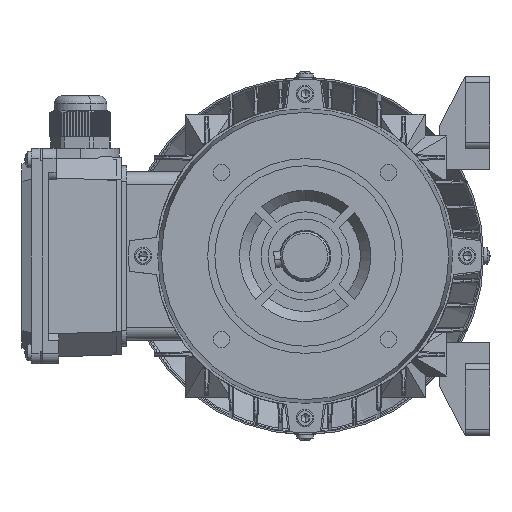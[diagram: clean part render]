
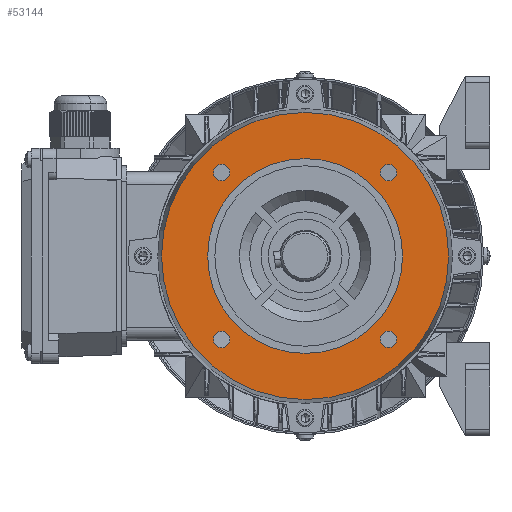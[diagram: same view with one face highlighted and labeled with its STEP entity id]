
A CAD part, left-side view. The second image highlights one B-rep face of the part: STEP entity #53144.
In plain terms, the highlighted planar face has unit normal (-1, 0, 0).
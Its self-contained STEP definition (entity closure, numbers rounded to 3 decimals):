
#3263 = CARTESIAN_POINT ( 'NONE',  ( 3., -40.659, 36.659 ) ) ;
#3369 = CARTESIAN_POINT ( 'NONE',  ( 3., -40.659, -36.659 ) ) ;
#3371 = CARTESIAN_POINT ( 'NONE',  ( 3., -40.659, -44.659 ) ) ;
#3372 = DIRECTION ( 'NONE',  ( 0., 0., 1. ) ) ;
#3373 = DIRECTION ( 'NONE',  ( -1., 0., 0. ) ) ;
#3374 = CARTESIAN_POINT ( 'NONE',  ( 3., -40.659, -40.659 ) ) ;
#3375 = AXIS2_PLACEMENT_3D ( 'NONE', #3374, #3373, #3372 ) ;
#3376 = CIRCLE ( 'NONE', #3375, 4. ) ;
#3377 = CARTESIAN_POINT ( 'NONE',  ( 3., 40.659, 36.659 ) ) ;
#3378 = DIRECTION ( 'NONE',  ( 0., 0., 1. ) ) ;
#3379 = DIRECTION ( 'NONE',  ( -1., 0., 0. ) ) ;
#3380 = CARTESIAN_POINT ( 'NONE',  ( 3., 40.659, 40.659 ) ) ;
#3381 = AXIS2_PLACEMENT_3D ( 'NONE', #3380, #3379, #3378 ) ;
#3386 = CIRCLE ( 'NONE', #3381, 4. ) ;
#3400 = CARTESIAN_POINT ( 'NONE',  ( 3., -40.659, 44.659 ) ) ;
#3402 = DIRECTION ( 'NONE',  ( 0., 0., 1. ) ) ;
#3403 = DIRECTION ( 'NONE',  ( -1., 0., 0. ) ) ;
#3404 = CARTESIAN_POINT ( 'NONE',  ( 3., -40.659, 40.659 ) ) ;
#3405 = AXIS2_PLACEMENT_3D ( 'NONE', #3404, #3403, #3402 ) ;
#3406 = CIRCLE ( 'NONE', #3405, 4. ) ;
#3407 = CARTESIAN_POINT ( 'NONE',  ( 3., 40.659, -44.659 ) ) ;
#3408 = DIRECTION ( 'NONE',  ( 0., 0., 1. ) ) ;
#3409 = DIRECTION ( 'NONE',  ( -1., 0., 0. ) ) ;
#3410 = CARTESIAN_POINT ( 'NONE',  ( 3., 40.659, -40.659 ) ) ;
#3411 = AXIS2_PLACEMENT_3D ( 'NONE', #3410, #3409, #3408 ) ;
#3415 = CIRCLE ( 'NONE', #3411, 4. ) ;
#3507 = CARTESIAN_POINT ( 'NONE',  ( 3., 40.659, 44.659 ) ) ;
#3547 = CARTESIAN_POINT ( 'NONE',  ( 3., 40.659, -36.659 ) ) ;
#4004 = CARTESIAN_POINT ( 'NONE',  ( 3., 0., -47.5 ) ) ;
#4005 = CARTESIAN_POINT ( 'NONE',  ( 3., 0., 47.5 ) ) ;
#4006 = DIRECTION ( 'NONE',  ( 0., 0., 1. ) ) ;
#4007 = DIRECTION ( 'NONE',  ( -1., 0., 0. ) ) ;
#4008 = CARTESIAN_POINT ( 'NONE',  ( 3., 0., 0. ) ) ;
#4009 = AXIS2_PLACEMENT_3D ( 'NONE', #4008, #4007, #4006 ) ;
#4010 = CIRCLE ( 'NONE', #4009, 47.5 ) ;
#4047 = CIRCLE ( 'NONE', #4111, 70. ) ;
#4108 = DIRECTION ( 'NONE',  ( 0., 0., 1. ) ) ;
#4109 = DIRECTION ( 'NONE',  ( -1., 0., 0. ) ) ;
#4110 = CARTESIAN_POINT ( 'NONE',  ( 3., 0., 0. ) ) ;
#4111 = AXIS2_PLACEMENT_3D ( 'NONE', #4110, #4109, #4108 ) ;
#4123 = CARTESIAN_POINT ( 'NONE',  ( 3., 0., 70. ) ) ;
#4124 = CARTESIAN_POINT ( 'NONE',  ( 3., 0., -70. ) ) ;
#7400 = CARTESIAN_POINT ( 'NONE',  ( 3., -40.659, -40.659 ) ) ;
#7401 = DIRECTION ( 'NONE',  ( 0., 0., 1. ) ) ;
#7402 = DIRECTION ( 'NONE',  ( -1., 0., 0. ) ) ;
#7403 = CARTESIAN_POINT ( 'NONE',  ( 3., -40.659, 40.659 ) ) ;
#7404 = AXIS2_PLACEMENT_3D ( 'NONE', #7403, #7402, #7401 ) ;
#7409 = CIRCLE ( 'NONE', #7404, 4. ) ;
#7412 = DIRECTION ( 'NONE',  ( 0., 0., 1. ) ) ;
#7413 = DIRECTION ( 'NONE',  ( -1., 0., 0. ) ) ;
#7414 = CARTESIAN_POINT ( 'NONE',  ( 3., 0., 0. ) ) ;
#7415 = AXIS2_PLACEMENT_3D ( 'NONE', #7414, #7413, #7412 ) ;
#7416 = CIRCLE ( 'NONE', #7415, 47.5 ) ;
#7417 = DIRECTION ( 'NONE',  ( 0., 0., 1. ) ) ;
#7418 = DIRECTION ( 'NONE',  ( -1., 0., 0. ) ) ;
#7419 = CARTESIAN_POINT ( 'NONE',  ( 3., 40.659, 40.659 ) ) ;
#7420 = AXIS2_PLACEMENT_3D ( 'NONE', #7419, #7418, #7417 ) ;
#7424 = CIRCLE ( 'NONE', #7420, 4. ) ;
#7434 = DIRECTION ( 'NONE',  ( 0., 0., 1. ) ) ;
#7435 = DIRECTION ( 'NONE',  ( -1., 0., 0. ) ) ;
#7436 = AXIS2_PLACEMENT_3D ( 'NONE', #7438, #7435, #7434 ) ;
#7438 = CARTESIAN_POINT ( 'NONE',  ( 3., -28.387, 0. ) ) ;
#7439 = PLANE ( 'NONE',  #7436 ) ;
#7440 = FACE_BOUND ( 'NONE', #53112, .T. ) ;
#7441 = FACE_OUTER_BOUND ( 'NONE', #53109, .T. ) ;
#7442 = FACE_BOUND ( 'NONE', #53132, .T. ) ;
#7443 = FACE_BOUND ( 'NONE', #53128, .T. ) ;
#7444 = FACE_BOUND ( 'NONE', #53124, .T. ) ;
#7445 = FACE_BOUND ( 'NONE', #53145, .T. ) ;
#7446 = DIRECTION ( 'NONE',  ( 0., 0., 1. ) ) ;
#7447 = DIRECTION ( 'NONE',  ( -1., 0., 0. ) ) ;
#7448 = CARTESIAN_POINT ( 'NONE',  ( 3., 0., 0. ) ) ;
#7449 = AXIS2_PLACEMENT_3D ( 'NONE', #7448, #7447, #7446 ) ;
#7454 = CIRCLE ( 'NONE', #7449, 70. ) ;
#7457 = DIRECTION ( 'NONE',  ( 0., 0., 1. ) ) ;
#7458 = DIRECTION ( 'NONE',  ( -1., 0., 0. ) ) ;
#7459 = CARTESIAN_POINT ( 'NONE',  ( 3., 40.659, -40.659 ) ) ;
#7460 = AXIS2_PLACEMENT_3D ( 'NONE', #7459, #7458, #7457 ) ;
#7461 = CIRCLE ( 'NONE', #7460, 4. ) ;
#7462 = DIRECTION ( 'NONE',  ( 0., 0., 1. ) ) ;
#7463 = DIRECTION ( 'NONE',  ( -1., 0., 0. ) ) ;
#7464 = AXIS2_PLACEMENT_3D ( 'NONE', #7400, #7463, #7462 ) ;
#7465 = CIRCLE ( 'NONE', #7464, 4. ) ;
#51308 = VERTEX_POINT ( 'NONE', #3263 ) ;
#51342 = EDGE_CURVE ( 'NONE', #51343, #51400, #3386, .T. ) ;
#51343 = VERTEX_POINT ( 'NONE', #3377 ) ;
#51345 = EDGE_CURVE ( 'NONE', #51346, #51347, #3376, .T. ) ;
#51346 = VERTEX_POINT ( 'NONE', #3371 ) ;
#51347 = VERTEX_POINT ( 'NONE', #3369 ) ;
#51359 = EDGE_CURVE ( 'NONE', #51360, #51415, #3415, .T. ) ;
#51360 = VERTEX_POINT ( 'NONE', #3407 ) ;
#51362 = EDGE_CURVE ( 'NONE', #51308, #51363, #3406, .T. ) ;
#51363 = VERTEX_POINT ( 'NONE', #3400 ) ;
#51400 = VERTEX_POINT ( 'NONE', #3507 ) ;
#51415 = VERTEX_POINT ( 'NONE', #3547 ) ;
#51632 = EDGE_CURVE ( 'NONE', #51633, #51634, #4010, .T. ) ;
#51633 = VERTEX_POINT ( 'NONE', #4005 ) ;
#51634 = VERTEX_POINT ( 'NONE', #4004 ) ;
#51680 = EDGE_CURVE ( 'NONE', #51708, #51707, #4047, .T. ) ;
#51707 = VERTEX_POINT ( 'NONE', #4124 ) ;
#51708 = VERTEX_POINT ( 'NONE', #4123 ) ;
#53067 = ORIENTED_EDGE ( 'NONE', *, *, #51362, .F. ) ;
#53108 = EDGE_CURVE ( 'NONE', #51400, #51343, #7424, .T. ) ;
#53109 = EDGE_LOOP ( 'NONE', ( #53110, #53111 ) ) ;
#53110 = ORIENTED_EDGE ( 'NONE', *, *, #51680, .T. ) ;
#53111 = ORIENTED_EDGE ( 'NONE', *, *, #53143, .T. ) ;
#53112 = EDGE_LOOP ( 'NONE', ( #53113, #53114 ) ) ;
#53113 = ORIENTED_EDGE ( 'NONE', *, *, #51632, .F. ) ;
#53114 = ORIENTED_EDGE ( 'NONE', *, *, #53115, .F. ) ;
#53115 = EDGE_CURVE ( 'NONE', #51634, #51633, #7416, .T. ) ;
#53122 = ORIENTED_EDGE ( 'NONE', *, *, #53123, .F. ) ;
#53123 = EDGE_CURVE ( 'NONE', #51363, #51308, #7409, .T. ) ;
#53124 = EDGE_LOOP ( 'NONE', ( #53125, #53126 ) ) ;
#53125 = ORIENTED_EDGE ( 'NONE', *, *, #51345, .F. ) ;
#53126 = ORIENTED_EDGE ( 'NONE', *, *, #53127, .F. ) ;
#53127 = EDGE_CURVE ( 'NONE', #51347, #51346, #7465, .T. ) ;
#53128 = EDGE_LOOP ( 'NONE', ( #53129, #53130 ) ) ;
#53129 = ORIENTED_EDGE ( 'NONE', *, *, #51359, .F. ) ;
#53130 = ORIENTED_EDGE ( 'NONE', *, *, #53131, .F. ) ;
#53131 = EDGE_CURVE ( 'NONE', #51415, #51360, #7461, .T. ) ;
#53132 = EDGE_LOOP ( 'NONE', ( #53133, #53134 ) ) ;
#53133 = ORIENTED_EDGE ( 'NONE', *, *, #51342, .F. ) ;
#53134 = ORIENTED_EDGE ( 'NONE', *, *, #53108, .F. ) ;
#53143 = EDGE_CURVE ( 'NONE', #51707, #51708, #7454, .T. ) ;
#53144 = ADVANCED_FACE ( 'NONE', ( #7445, #7444, #7443, #7442, #7441, #7440 ), #7439, .T. ) ;
#53145 = EDGE_LOOP ( 'NONE', ( #53067, #53122 ) ) ;
